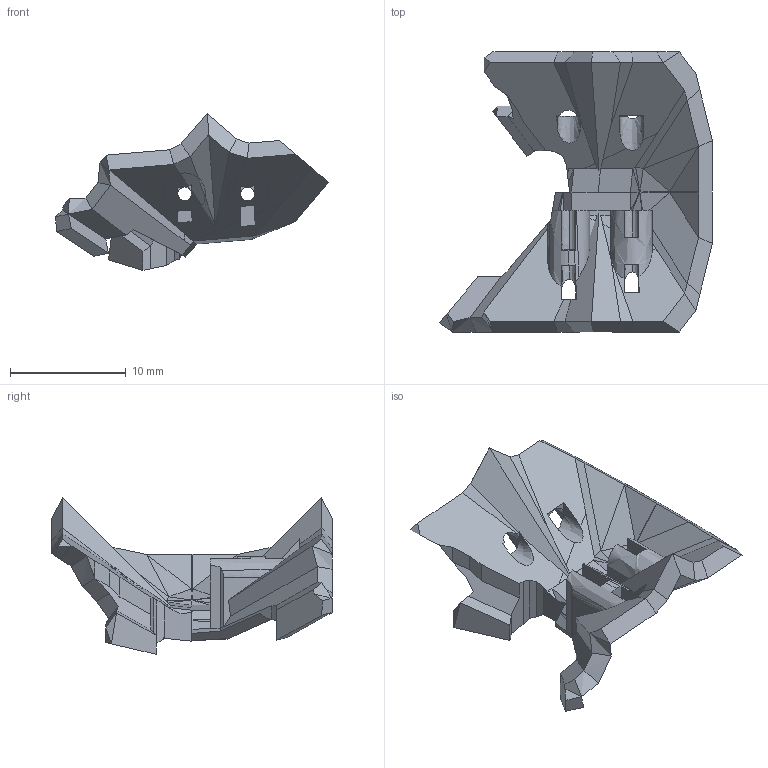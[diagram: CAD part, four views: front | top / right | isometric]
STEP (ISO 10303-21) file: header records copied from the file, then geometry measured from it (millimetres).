
FILE_DESCRIPTION(/* description */ (''),/* implementation_level */ '2;1');
FILE_NAME(/* name */ 'INJMOLD_GLOVE',/* time_stamp */ '2017-02-16T12:35:27-08:00',/* author */ (''),/* organization */ (''),/* preprocessor_version */ 'ST-DEVELOPER v15',/* originating_system */ '',/* authorisation */ '');
FILE_SCHEMA (('AUTOMOTIVE_DESIGN'));
Length unit declared in the file: inch
Products named in the file (1): Document
Bounding box: 23.59 x 24.21 x 13.54 mm (x, y, z)
Volume: 835.4 mm3
Topology: 1 solids, 1 shells, 258 faces, 695 edges, 406 vertices
Faces by surface type: bspline 195, plane 63
Entity records: 11083 total; most frequent: CARTESIAN_POINT 6802, ORIENTED_EDGE 1366, EDGE_CURVE 683, B_SPLINE_CURVE_WITH_KNOTS 646, VERTEX_POINT 408, EDGE_LOOP 260, ADVANCED_FACE 258, FACE_OUTER_BOUND 258
